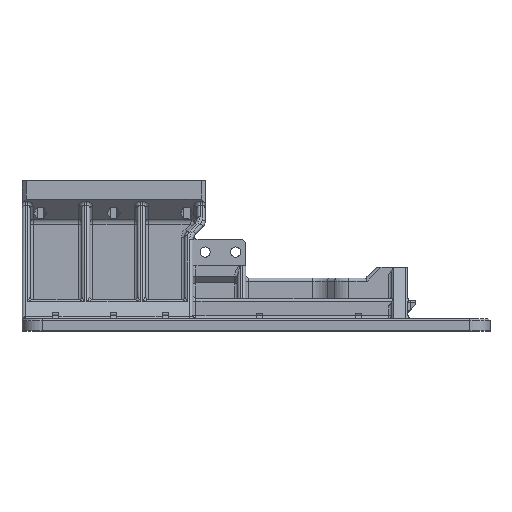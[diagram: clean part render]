
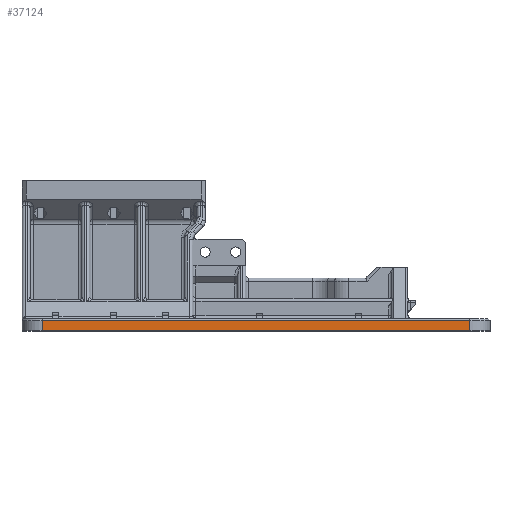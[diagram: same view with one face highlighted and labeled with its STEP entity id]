
A CAD part, top view. The second image highlights one B-rep face of the part: STEP entity #37124.
In plain terms, the highlighted planar face has unit normal (0, 0, 1).
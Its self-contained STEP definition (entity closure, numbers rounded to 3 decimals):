
#2878 = PLANE('',#2879);
#2879 = AXIS2_PLACEMENT_3D('',#2880,#2881,#2882);
#2880 = CARTESIAN_POINT('',(-24.752,-68.3,69.5));
#2881 = DIRECTION('',(0.,0.707,0.707)
  );
#2882 = DIRECTION('',(1.,0.,0.));
#31419 = PLANE('',#31420);
#31420 = AXIS2_PLACEMENT_3D('',#31421,#31422,#31423);
#31421 = CARTESIAN_POINT('',(35.85,-73.8,0.));
#31422 = DIRECTION('',(0.,-1.,0.));
#31423 = DIRECTION('',(0.,0.,-1.));
#31445 = CYLINDRICAL_SURFACE('',#31446,10.);
#31446 = AXIS2_PLACEMENT_3D('',#31447,#31448,#31449);
#31447 = CARTESIAN_POINT('',(-49.,-35.9,60.));
#31448 = DIRECTION('',(0.,1.,0.));
#31449 = DIRECTION('',(-0.707,0.,
    0.707));
#35621 = VERTEX_POINT('',#35622);
#35622 = CARTESIAN_POINT('',(161.,-68.8,70.));
#35658 = CYLINDRICAL_SURFACE('',#35659,10.);
#35659 = AXIS2_PLACEMENT_3D('',#35660,#35661,#35662);
#35660 = CARTESIAN_POINT('',(161.,-70.8,60.));
#35661 = DIRECTION('',(0.,1.,0.));
#35662 = DIRECTION('',(0.707,-0.,0.707));
#35678 = VERTEX_POINT('',#35679);
#35679 = CARTESIAN_POINT('',(-49.,-68.8,70.));
#35700 = EDGE_CURVE('',#35678,#35621,#35701,.T.);
#35701 = SURFACE_CURVE('',#35702,(#35706,#35713),.PCURVE_S1.);
#35702 = LINE('',#35703,#35704);
#35703 = CARTESIAN_POINT('',(-24.752,-68.8,70.));
#35704 = VECTOR('',#35705,1.);
#35705 = DIRECTION('',(1.,0.,0.));
#35706 = PCURVE('',#2878,#35707);
#35707 = DEFINITIONAL_REPRESENTATION('',(#35708),#35712);
#35708 = LINE('',#35709,#35710);
#35709 = CARTESIAN_POINT('',(0.,-0.707));
#35710 = VECTOR('',#35711,1.);
#35711 = DIRECTION('',(1.,0.));
#35712 = ( GEOMETRIC_REPRESENTATION_CONTEXT(2) 
PARAMETRIC_REPRESENTATION_CONTEXT() REPRESENTATION_CONTEXT('2D SPACE',''
  ) );
#35713 = PCURVE('',#35714,#35719);
#35714 = PLANE('',#35715);
#35715 = AXIS2_PLACEMENT_3D('',#35716,#35717,#35718);
#35716 = CARTESIAN_POINT('',(-85.353,-67.8,70.));
#35717 = DIRECTION('',(0.,0.,-1.));
#35718 = DIRECTION('',(1.,0.,0.));
#35719 = DEFINITIONAL_REPRESENTATION('',(#35720),#35724);
#35720 = LINE('',#35721,#35722);
#35721 = CARTESIAN_POINT('',(60.602,1.));
#35722 = VECTOR('',#35723,1.);
#35723 = DIRECTION('',(1.,0.));
#35724 = ( GEOMETRIC_REPRESENTATION_CONTEXT(2) 
PARAMETRIC_REPRESENTATION_CONTEXT() REPRESENTATION_CONTEXT('2D SPACE',''
  ) );
#36527 = EDGE_CURVE('',#35621,#36528,#36530,.T.);
#36528 = VERTEX_POINT('',#36529);
#36529 = CARTESIAN_POINT('',(161.,-73.8,70.));
#36530 = SURFACE_CURVE('',#36531,(#36535,#36542),.PCURVE_S1.);
#36531 = LINE('',#36532,#36533);
#36532 = CARTESIAN_POINT('',(161.,-70.8,70.));
#36533 = VECTOR('',#36534,1.);
#36534 = DIRECTION('',(0.,-1.,0.));
#36535 = PCURVE('',#35658,#36536);
#36536 = DEFINITIONAL_REPRESENTATION('',(#36537),#36541);
#36537 = LINE('',#36538,#36539);
#36538 = CARTESIAN_POINT('',(5.498,0.));
#36539 = VECTOR('',#36540,1.);
#36540 = DIRECTION('',(0.,-1.));
#36541 = ( GEOMETRIC_REPRESENTATION_CONTEXT(2) 
PARAMETRIC_REPRESENTATION_CONTEXT() REPRESENTATION_CONTEXT('2D SPACE',''
  ) );
#36542 = PCURVE('',#35714,#36543);
#36543 = DEFINITIONAL_REPRESENTATION('',(#36544),#36548);
#36544 = LINE('',#36545,#36546);
#36545 = CARTESIAN_POINT('',(246.353,3.));
#36546 = VECTOR('',#36547,1.);
#36547 = DIRECTION('',(0.,1.));
#36548 = ( GEOMETRIC_REPRESENTATION_CONTEXT(2) 
PARAMETRIC_REPRESENTATION_CONTEXT() REPRESENTATION_CONTEXT('2D SPACE',''
  ) );
#36960 = EDGE_CURVE('',#36528,#36961,#36963,.T.);
#36961 = VERTEX_POINT('',#36962);
#36962 = CARTESIAN_POINT('',(-49.,-73.8,70.));
#36963 = SURFACE_CURVE('',#36964,(#36968,#36975),.PCURVE_S1.);
#36964 = LINE('',#36965,#36966);
#36965 = CARTESIAN_POINT('',(-24.752,-73.8,70.));
#36966 = VECTOR('',#36967,1.);
#36967 = DIRECTION('',(-1.,0.,0.));
#36968 = PCURVE('',#31419,#36969);
#36969 = DEFINITIONAL_REPRESENTATION('',(#36970),#36974);
#36970 = LINE('',#36971,#36972);
#36971 = CARTESIAN_POINT('',(-70.,-60.602));
#36972 = VECTOR('',#36973,1.);
#36973 = DIRECTION('',(0.,-1.));
#36974 = ( GEOMETRIC_REPRESENTATION_CONTEXT(2) 
PARAMETRIC_REPRESENTATION_CONTEXT() REPRESENTATION_CONTEXT('2D SPACE',''
  ) );
#36975 = PCURVE('',#35714,#36976);
#36976 = DEFINITIONAL_REPRESENTATION('',(#36977),#36981);
#36977 = LINE('',#36978,#36979);
#36978 = CARTESIAN_POINT('',(60.602,6.));
#36979 = VECTOR('',#36980,1.);
#36980 = DIRECTION('',(-1.,-0.));
#36981 = ( GEOMETRIC_REPRESENTATION_CONTEXT(2) 
PARAMETRIC_REPRESENTATION_CONTEXT() REPRESENTATION_CONTEXT('2D SPACE',''
  ) );
#37124 = ADVANCED_FACE('',(#37125),#35714,.F.);
#37125 = FACE_BOUND('',#37126,.T.);
#37126 = EDGE_LOOP('',(#37127,#37128,#37149,#37150));
#37127 = ORIENTED_EDGE('',*,*,#35700,.F.);
#37128 = ORIENTED_EDGE('',*,*,#37129,.F.);
#37129 = EDGE_CURVE('',#36961,#35678,#37130,.T.);
#37130 = SURFACE_CURVE('',#37131,(#37135,#37142),.PCURVE_S1.);
#37131 = LINE('',#37132,#37133);
#37132 = CARTESIAN_POINT('',(-49.,-35.9,70.));
#37133 = VECTOR('',#37134,1.);
#37134 = DIRECTION('',(0.,1.,0.));
#37135 = PCURVE('',#35714,#37136);
#37136 = DEFINITIONAL_REPRESENTATION('',(#37137),#37141);
#37137 = LINE('',#37138,#37139);
#37138 = CARTESIAN_POINT('',(36.353,-31.9));
#37139 = VECTOR('',#37140,1.);
#37140 = DIRECTION('',(0.,-1.));
#37141 = ( GEOMETRIC_REPRESENTATION_CONTEXT(2) 
PARAMETRIC_REPRESENTATION_CONTEXT() REPRESENTATION_CONTEXT('2D SPACE',''
  ) );
#37142 = PCURVE('',#31445,#37143);
#37143 = DEFINITIONAL_REPRESENTATION('',(#37144),#37148);
#37144 = LINE('',#37145,#37146);
#37145 = CARTESIAN_POINT('',(7.069,0.));
#37146 = VECTOR('',#37147,1.);
#37147 = DIRECTION('',(0.,1.));
#37148 = ( GEOMETRIC_REPRESENTATION_CONTEXT(2) 
PARAMETRIC_REPRESENTATION_CONTEXT() REPRESENTATION_CONTEXT('2D SPACE',''
  ) );
#37149 = ORIENTED_EDGE('',*,*,#36960,.F.);
#37150 = ORIENTED_EDGE('',*,*,#36527,.F.);
